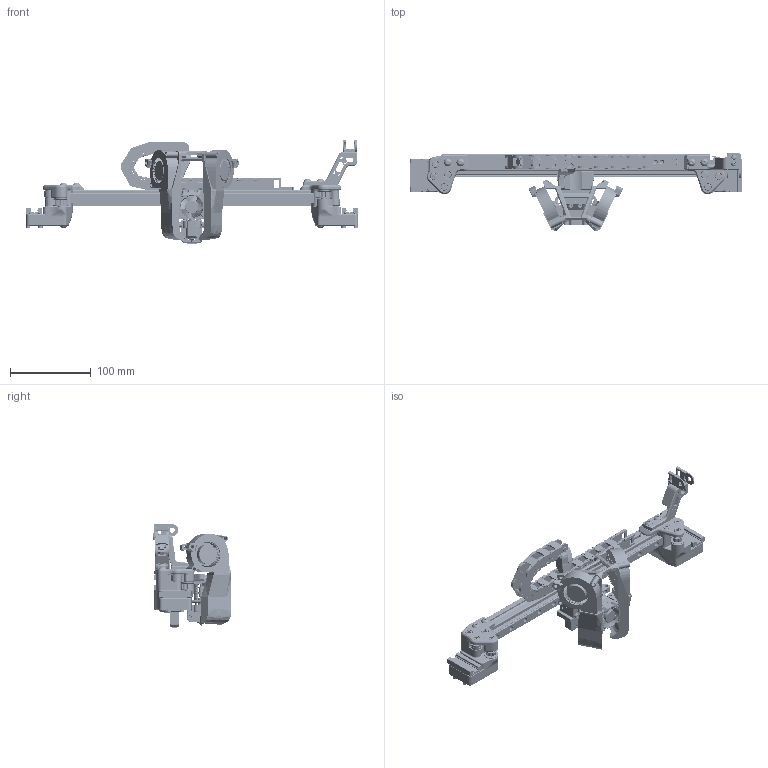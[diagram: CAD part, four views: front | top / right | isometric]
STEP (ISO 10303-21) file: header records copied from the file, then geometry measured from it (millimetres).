
FILE_DESCRIPTION(/* description */ (''),/* implementation_level */ '2;1');
FILE_NAME(/* name */ 'Mantis_MGN12_CrazyVolcano_v1.0_with_brace.step',/* time_stamp */ '2022-06-07T05:10:17-05:00',/* author */ (''),/* organization */ (''),/* preprocessor_version */ 'ST-DEVELOPER v19',/* originating_system */ 'Autodesk Translation Framework v11.7.0.108',/* authorisation */ '');
FILE_SCHEMA (('AUTOMOTIVE_DESIGN { 1 0 10303 214 3 1 1 }'));
Products named in the file (77): Mantis Dual 5015 Crazy Volcano v1.0; Cable Chain; 0; 0 (2); 0 (3); 0 (4); 0 (5); 0 (6); 0 (7); 0 (8); 0 (9); 0 (10); 0 (11); 0 (12); 0 (13); 0 (14); XY Joint - Left; MGN9H (1) (1); Idler Assembly (1); M5x10 BHCS; XY Joint - Right; XY Cable Chain Bridge - IGUS; 0 (1); M3x6 BHCS; GT2 20T Idler Gates v2; GT2 20T Idler v3 (2); M5x16 BHCS (2); M5x30 BHCS (1); M3x20 SHCS (2); M5 Hex Nut; Idler Assembly (1)_1; M5 1mm Spacer (1); F695 ZZ (1); M3x30 SHCS (1) (1); M5x40 SHCS (2); MGN9H (1) (1)_1; MGN9H - Carriage (9); MGN9H - Carriage (1) (1); MGN9H - Carriage (2) (1); MGN9H - Carriage (3) (1) ...
Assembly tree (119 placements, depth 4):
  Mantis Dual 5015 Crazy Volcano v1.0
    Cable Chain
      0
      0 (2)
      0 (3)
      0 (4)
      0 (5)
      0 (6)
      0 (7)
      0 (8)
      0 (9)
      0 (10)
      0 (11)
      0 (12)
      0 (13)
      0 (14)
    XY Joint - Left
      MGN9H (1) (1)
        MGN9H - Carriage (9)
        MGN9H - Carriage (1) (1)
        MGN9H - Carriage (2) (1)
        MGN9H - Carriage (3) (1)
        MGN9H - Carriage (4) (1)
        MGN9H - Carriage (5) (1)
        MGN9H - Carriage (6) (1)
        MGN9H - Carriage (7) (1)
        MGN9H - Carriage (8) (1)
      GT2 20T Idler Gates v2
      M3x20 SHCS (2)  x4
      M5x40 SHCS (2)  x4
      M5x30 BHCS (1)
      Idler Assembly (1)
        M5 1mm Spacer (1)  x2
        F695 ZZ (1)  x2
      GT2 20T Idler v3 (2)
      M5 Hex Nut  x3
      M5x10 BHCS  x2
    XY Joint - Right
      XY Cable Chain Bridge - IGUS
        0 (1)
        M3 Threaded Insert (1)  x2
        M3x6 BHCS  x2
      GT2 20T Idler Gates v2
      GT2 20T Idler v3 (2)
      M5 Hex Nut  x3
      M5x16 BHCS (2)  x2
      M5x30 BHCS (1)
      M5x40 SHCS (2)  x4
      M3x20 SHCS (2)  x2
      Idler Assembly (1)_1
        M5 1mm Spacer (1)  x2
        F695 ZZ (1)  x2
      M3x30 SHCS (1) (1)  x2
      MGN9H (1) (1)_1
        MGN9H - Carriage (9)
        MGN9H - Carriage (1) (1)
        MGN9H - Carriage (2) (1)
        MGN9H - Carriage (3) (1)
        MGN9H - Carriage (4) (1)
        MGN9H - Carriage (5) (1)
Bounding box: 410.5 x 97.14 x 128.49 mm (x, y, z)
Volume: 403711.5 mm3; surface area: 329999.4 mm2
Topology: 135 solids, 135 shells, 7693 faces, 20367 edges, 13150 vertices
Faces by surface type: plane 3822, cylinder 2362, bspline 795, cone 530, torus 122, sphere 62
Full cylindrical faces by diameter (mm): 0.4 x1, 1.288 x10, 1.75 x4, 1.8 x36, 1.9 x1, 2 x3, 2.3 x4, 2.35 x4, 2.4 x4, 2.5 x19, 2.6 x2, 2.603 x8, 2.7 x10, 2.9 x5, 3 x25, 3.1 x1, 3.2 x16, 3.25 x2, 3.4 x8, 3.5 x16, 4.1 x1, 4.2 x17, 4.25 x5, 4.5 x3, 4.6 x20, 4.634 x7, 4.7 x10, 5 x32, 5.12 x9, 5.188 x1
Entity records: 224222 total; most frequent: CARTESIAN_POINT 65287, ORIENTED_EDGE 33312, DIRECTION 31768, EDGE_CURVE 16656, AXIS2_PLACEMENT_3D 11057, VERTEX_POINT 10787, LINE 9654, VECTOR 9654
